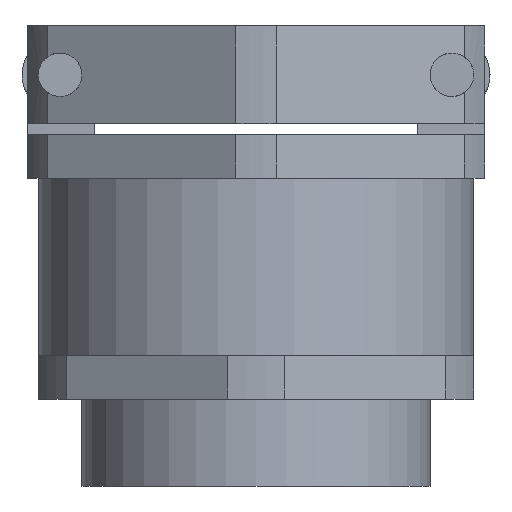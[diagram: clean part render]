
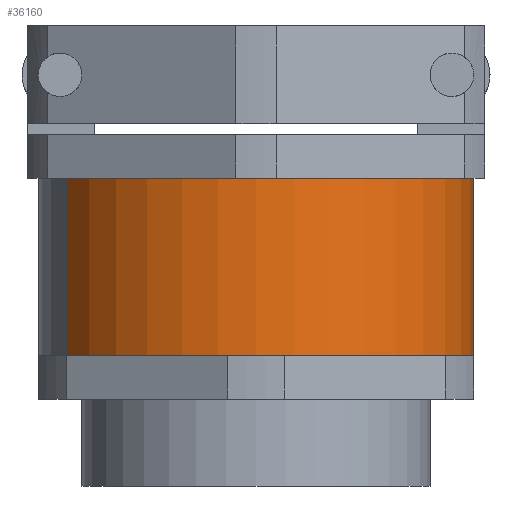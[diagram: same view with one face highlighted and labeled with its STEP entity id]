
A CAD part, left-side view. The second image highlights one B-rep face of the part: STEP entity #36160.
In plain terms, the highlighted cylindrical face has radius 20 mm (diameter 40 mm), a partial arc.
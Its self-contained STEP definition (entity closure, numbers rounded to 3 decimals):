
#35360=CARTESIAN_POINT('',(-2.566,112.698,
5.7));
#35370=DIRECTION('',(0.,0.,-1.));
#35380=DIRECTION('',(-1.,0.,0.));
#35390=AXIS2_PLACEMENT_3D('',#35360,#35370,#35380);
#35400=CIRCLE('',#35390,20.);
#35410=CARTESIAN_POINT('',(-22.566,112.698,
5.7));
#35420=VERTEX_POINT('',#35410);
#35430=CARTESIAN_POINT('',(17.434,112.698,
5.7));
#35440=VERTEX_POINT('',#35430);
#35450=EDGE_CURVE('',#35420,#35440,#35400,.T.);
#35730=CARTESIAN_POINT('',(-2.566,112.698,22.));
#35740=DIRECTION('',(0.,0.,-1.));
#35750=DIRECTION('',(-1.,0.,0.));
#35760=AXIS2_PLACEMENT_3D('',#35730,#35740,#35750);
#35770=CYLINDRICAL_SURFACE('',#35760,20.);
#35780=CARTESIAN_POINT('',(-22.566,112.698,22.));
#35790=DIRECTION('',(0.,0.,-1.));
#35800=VECTOR('',#35790,1.);
#35810=LINE('',#35780,#35800);
#35820=CARTESIAN_POINT('',(-22.566,112.698,22.));
#35830=VERTEX_POINT('',#35820);
#35840=EDGE_CURVE('',#35830,#35420,#35810,.T.);
#35850=ORIENTED_EDGE('',*,*,#35840,.F.);
#35860=ORIENTED_EDGE('',*,*,#35450,.F.);
#35870=CARTESIAN_POINT('',(17.434,112.698,22.));
#35880=DIRECTION('',(0.,0.,-1.));
#35890=VECTOR('',#35880,1.);
#35900=LINE('',#35870,#35890);
#35910=CARTESIAN_POINT('',(17.434,112.698,22.));
#35920=VERTEX_POINT('',#35910);
#35930=EDGE_CURVE('',#35920,#35440,#35900,.T.);
#35940=ORIENTED_EDGE('',*,*,#35930,.T.);
#35950=CARTESIAN_POINT('',(-2.566,112.698,22.));
#35960=DIRECTION('',(0.,0.,-1.));
#35970=DIRECTION('',(-1.,0.,0.));
#35980=AXIS2_PLACEMENT_3D('',#35950,#35960,#35970);
#35990=CIRCLE('',#35980,20.);
#36000=CARTESIAN_POINT('',(14.754,122.698,22.));
#36010=VERTEX_POINT('',#36000);
#36020=EDGE_CURVE('',#36010,#35920,#35990,.T.);
#36030=ORIENTED_EDGE('',*,*,#36020,.T.);
#36040=CARTESIAN_POINT('',(-2.566,132.698,22.));
#36050=VERTEX_POINT('',#36040);
#36060=EDGE_CURVE('',#36050,#36010,#35990,.T.);
#36070=ORIENTED_EDGE('',*,*,#36060,.T.);
#36080=CARTESIAN_POINT('',(-19.887,122.698,22.));
#36090=VERTEX_POINT('',#36080);
#36100=EDGE_CURVE('',#36090,#36050,#35990,.T.);
#36110=ORIENTED_EDGE('',*,*,#36100,.T.);
#36120=EDGE_CURVE('',#35830,#36090,#35990,.T.);
#36130=ORIENTED_EDGE('',*,*,#36120,.T.);
#36140=EDGE_LOOP('',(#36130,#36110,#36070,#36030,#35940,#35860,#35850));
#36150=FACE_OUTER_BOUND('',#36140,.T.);
#36160=ADVANCED_FACE('',(#36150),#35770,.T.);
